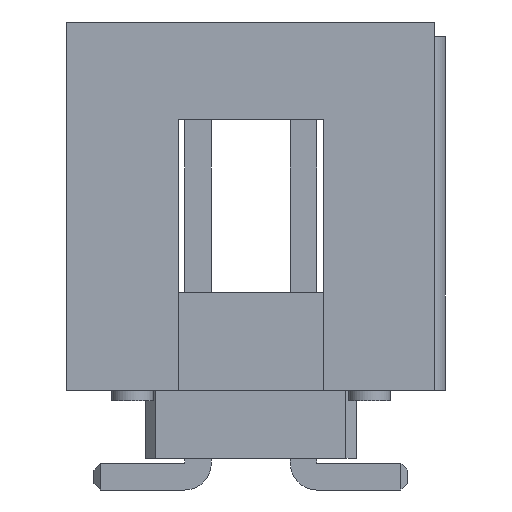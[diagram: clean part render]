
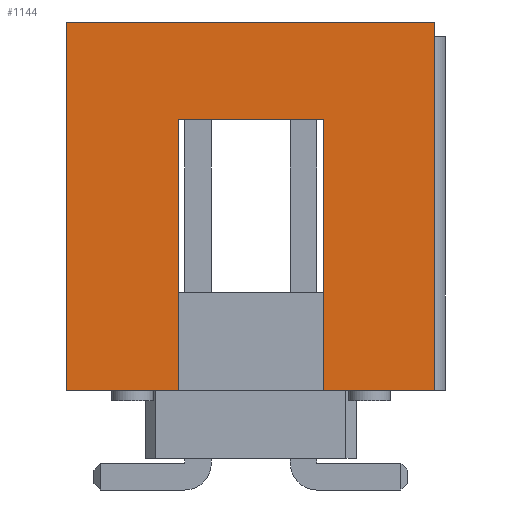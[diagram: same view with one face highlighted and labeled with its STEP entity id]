
A CAD part, front view. The second image highlights one B-rep face of the part: STEP entity #1144.
In plain terms, the highlighted planar face has unit normal (0, -1, 0).
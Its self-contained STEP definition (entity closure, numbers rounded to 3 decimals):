
#1144=ADVANCED_FACE('',(#1585),#10224,.T.);
#1585=FACE_OUTER_BOUND('',#2063,.T.);
#2063=EDGE_LOOP('',(#3036,#3037,#3038,#3039,#3040,#3041,#3042,#3043));
#3036=ORIENTED_EDGE('',*,*,#4924,.F.);
#3037=ORIENTED_EDGE('',*,*,#4922,.T.);
#3038=ORIENTED_EDGE('',*,*,#4800,.T.);
#3039=ORIENTED_EDGE('',*,*,#4805,.T.);
#3040=ORIENTED_EDGE('',*,*,#4808,.T.);
#3041=ORIENTED_EDGE('',*,*,#4923,.T.);
#3042=ORIENTED_EDGE('',*,*,#4914,.T.);
#3043=ORIENTED_EDGE('',*,*,#4925,.F.);
#4800=EDGE_CURVE('',#8506,#8507,#6752,.T.);
#4805=EDGE_CURVE('',#8507,#8510,#6757,.T.);
#4808=EDGE_CURVE('',#8510,#8512,#6760,.T.);
#4914=EDGE_CURVE('',#8605,#8604,#6866,.T.);
#4922=EDGE_CURVE('',#8607,#8506,#6874,.T.);
#4923=EDGE_CURVE('',#8512,#8605,#6875,.T.);
#4924=EDGE_CURVE('',#8607,#8608,#6876,.T.);
#4925=EDGE_CURVE('',#8608,#8604,#6877,.T.);
#6752=B_SPLINE_CURVE_WITH_KNOTS('',1,(#12623,#12624),.UNSPECIFIED.,.F.,
 .F.,(2,2),(0.,6.5),.UNSPECIFIED.);
#6757=B_SPLINE_CURVE_WITH_KNOTS('',1,(#12633,#12634),.UNSPECIFIED.,.F.,
 .F.,(2,2),(-3.5,0.),.UNSPECIFIED.);
#6760=B_SPLINE_CURVE_WITH_KNOTS('',1,(#12639,#12640),.UNSPECIFIED.,.F.,
 .F.,(2,2),(0.,6.5),.UNSPECIFIED.);
#6866=B_SPLINE_CURVE_WITH_KNOTS('',1,(#12851,#12852),.UNSPECIFIED.,.F.,
 .F.,(2,2),(0.,8.85),.UNSPECIFIED.);
#6874=B_SPLINE_CURVE_WITH_KNOTS('',1,(#12867,#12868),.UNSPECIFIED.,.F.,
 .F.,(2,2),(0.,2.675),.UNSPECIFIED.);
#6875=B_SPLINE_CURVE_WITH_KNOTS('',1,(#12869,#12870),.UNSPECIFIED.,.F.,
 .F.,(2,2),(0.,2.675),.UNSPECIFIED.);
#6876=B_SPLINE_CURVE_WITH_KNOTS('',1,(#12871,#12872),.UNSPECIFIED.,.F.,
 .F.,(2,2),(0.,8.85),.UNSPECIFIED.);
#6877=B_SPLINE_CURVE_WITH_KNOTS('',1,(#12873,#12874),.UNSPECIFIED.,.F.,
 .F.,(2,2),(0.,8.85),.UNSPECIFIED.);
#8506=VERTEX_POINT('',#11985);
#8507=VERTEX_POINT('',#11986);
#8510=VERTEX_POINT('',#11989);
#8512=VERTEX_POINT('',#11991);
#8604=VERTEX_POINT('',#12083);
#8605=VERTEX_POINT('',#12084);
#8607=VERTEX_POINT('',#12086);
#8608=VERTEX_POINT('',#12087);
#10224=PLANE('',#10650);
#10650=AXIS2_PLACEMENT_3D('',#11738,#11059,$);
#11059=DIRECTION('',(0.,-1.,0.));
#11738=CARTESIAN_POINT('',(-5.311,-13.99,12.136));
#11985=CARTESIAN_POINT('',(-1.75,-13.99,2.4));
#11986=CARTESIAN_POINT('',(-1.75,-13.99,8.9));
#11989=CARTESIAN_POINT('',(1.75,-13.99,8.9));
#11991=CARTESIAN_POINT('',(1.75,-13.99,2.4));
#12083=CARTESIAN_POINT('',(4.425,-13.99,11.25));
#12084=CARTESIAN_POINT('',(4.425,-13.99,2.4));
#12086=CARTESIAN_POINT('',(-4.425,-13.99,2.4));
#12087=CARTESIAN_POINT('',(-4.425,-13.99,11.25));
#12623=CARTESIAN_POINT('',(-1.75,-13.99,2.4));
#12624=CARTESIAN_POINT('',(-1.75,-13.99,8.9));
#12633=CARTESIAN_POINT('',(-1.75,-13.99,8.9));
#12634=CARTESIAN_POINT('',(1.75,-13.99,8.9));
#12639=CARTESIAN_POINT('',(1.75,-13.99,8.9));
#12640=CARTESIAN_POINT('',(1.75,-13.99,2.4));
#12851=CARTESIAN_POINT('',(4.425,-13.99,2.4));
#12852=CARTESIAN_POINT('',(4.425,-13.99,11.25));
#12867=CARTESIAN_POINT('',(-4.425,-13.99,2.4));
#12868=CARTESIAN_POINT('',(-1.75,-13.99,2.4));
#12869=CARTESIAN_POINT('',(1.75,-13.99,2.4));
#12870=CARTESIAN_POINT('',(4.425,-13.99,2.4));
#12871=CARTESIAN_POINT('',(-4.425,-13.99,2.4));
#12872=CARTESIAN_POINT('',(-4.425,-13.99,11.25));
#12873=CARTESIAN_POINT('',(-4.425,-13.99,11.25));
#12874=CARTESIAN_POINT('',(4.425,-13.99,11.25));
